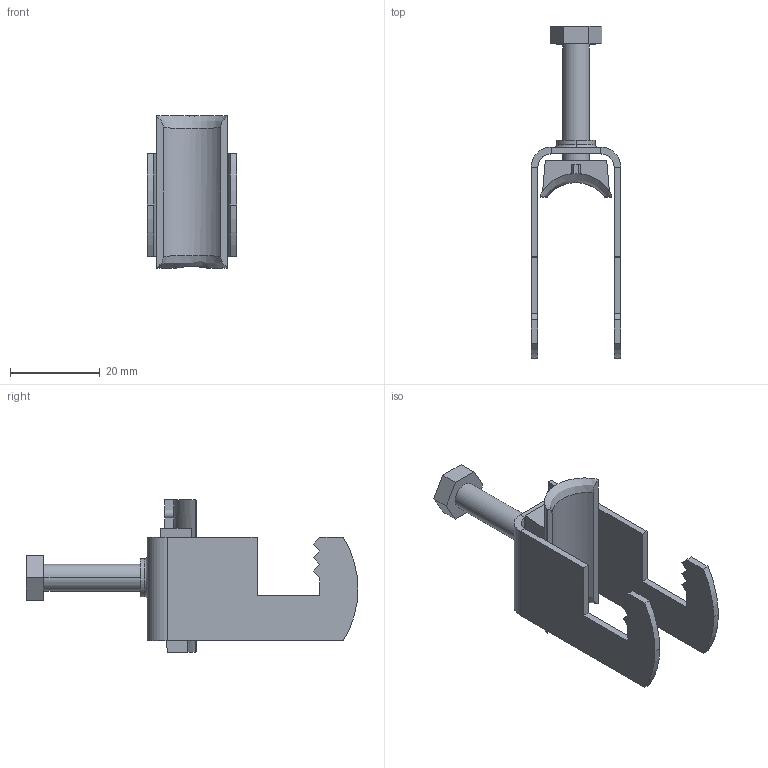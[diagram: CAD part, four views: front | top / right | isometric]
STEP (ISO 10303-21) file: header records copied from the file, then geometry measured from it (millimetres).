
FILE_DESCRIPTION (( 'STEP AP214' ), '1' );
FILE_NAME ('1169165.stp', '2017-09-15T07:04:20', ( '' ), ( '' ), 'SwSTEP 2.0', 'SolidWorks 2016', '' );
FILE_SCHEMA (( 'AUTOMOTIVE_DESIGN' ));
Length unit declared in the file: millimetre
Products named in the file (5): EB201-03-01_Standard; 1169165; EB101-03-02_Standard; EB101-00-04_Standard; EB101-00-03_M6 x 26
Assembly tree (4 placements, depth 2):
  1169165
    EB201-03-01_Standard
    EB101-00-03_M6 x 26
    EB101-00-04_Standard
    EB101-03-02_Standard
Bounding box: 20 x 74 x 34 mm (x, y, z)
Volume: 5932.5 mm3; surface area: 8145.8 mm2
Topology: 4 solids, 4 shells, 188 faces, 474 edges, 299 vertices
Faces by surface type: plane 141, cylinder 29, torus 8, cone 8, bspline 2
Entity records: 6032 total; most frequent: CARTESIAN_POINT 1323, ORIENTED_EDGE 944, DIRECTION 928, EDGE_CURVE 472, LINE 348, VECTOR 348, VERTEX_POINT 299, AXIS2_PLACEMENT_3D 290
